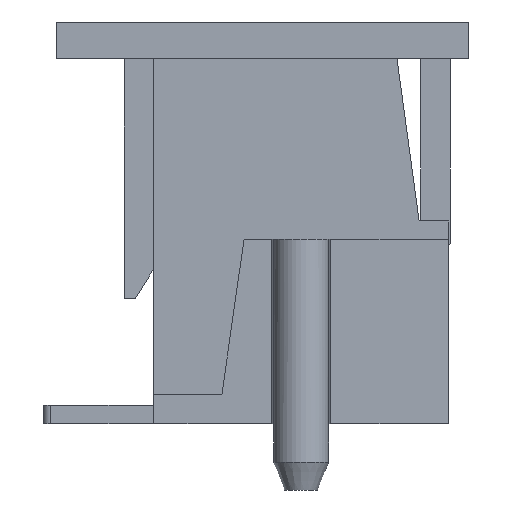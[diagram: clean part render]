
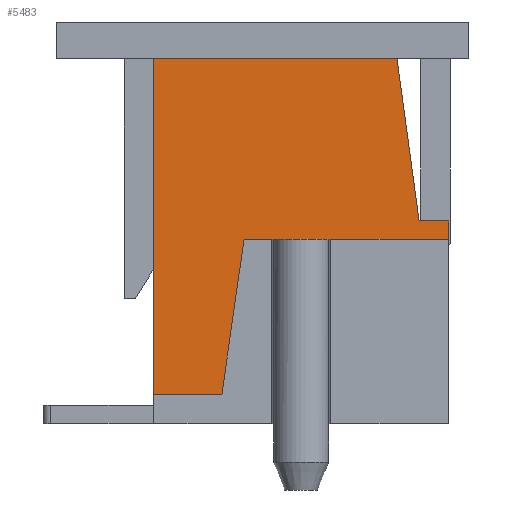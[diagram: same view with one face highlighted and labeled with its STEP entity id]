
A CAD part, left-side view. The second image highlights one B-rep face of the part: STEP entity #5483.
In plain terms, the highlighted planar face has unit normal (-1, 0, 0).
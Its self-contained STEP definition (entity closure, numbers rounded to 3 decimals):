
#676=ORIENTED_EDGE('',*,*,#2154,.F.);
#677=ORIENTED_EDGE('',*,*,#1912,.T.);
#678=ORIENTED_EDGE('',*,*,#1936,.F.);
#679=ORIENTED_EDGE('',*,*,#2155,.F.);
#680=ORIENTED_EDGE('',*,*,#1966,.T.);
#681=ORIENTED_EDGE('',*,*,#1853,.T.);
#682=ORIENTED_EDGE('',*,*,#2156,.F.);
#683=ORIENTED_EDGE('',*,*,#2157,.F.);
#1853=EDGE_CURVE('',#2637,#2636,#3143,.T.);
#1912=EDGE_CURVE('',#2684,#2685,#3202,.T.);
#1936=EDGE_CURVE('',#2705,#2685,#3226,.T.);
#1966=EDGE_CURVE('',#2726,#2637,#3252,.T.);
#2154=EDGE_CURVE('',#2684,#2851,#3436,.T.);
#2155=EDGE_CURVE('',#2726,#2705,#3437,.T.);
#2156=EDGE_CURVE('',#2852,#2636,#3438,.T.);
#2157=EDGE_CURVE('',#2851,#2852,#3439,.T.);
#2636=VERTEX_POINT('',#7956);
#2637=VERTEX_POINT('',#7958);
#2684=VERTEX_POINT('',#8070);
#2685=VERTEX_POINT('',#8071);
#2705=VERTEX_POINT('',#8115);
#2726=VERTEX_POINT('',#8175);
#2851=VERTEX_POINT('',#8530);
#2852=VERTEX_POINT('',#8533);
#3143=LINE('',#7957,#3855);
#3202=LINE('',#8069,#3914);
#3226=LINE('',#8116,#3938);
#3252=LINE('',#8174,#3964);
#3436=LINE('',#8529,#4148);
#3437=LINE('',#8531,#4149);
#3438=LINE('',#8532,#4150);
#3439=LINE('',#8534,#4151);
#3855=VECTOR('',#6412,1000.);
#3914=VECTOR('',#6483,1000.);
#3938=VECTOR('',#6509,1000.);
#3964=VECTOR('',#6559,1000.);
#4148=VECTOR('',#6835,1000.);
#4149=VECTOR('',#6836,1000.);
#4150=VECTOR('',#6837,1000.);
#4151=VECTOR('',#6838,1000.);
#4556=EDGE_LOOP('',(#676,#677,#678,#679,#680,#681,#682,#683));
#4896=FACE_BOUND('',#4556,.T.);
#5224=PLANE('',#6008);
#5483=ADVANCED_FACE('',(#4896),#5224,.T.);
#6008=AXIS2_PLACEMENT_3D('',#8528,#6833,#6834);
#6412=DIRECTION('',(0.,0.,-1.));
#6483=DIRECTION('',(0.,0.,1.));
#6509=DIRECTION('',(0.,-1.,0.));
#6559=DIRECTION('',(0.,1.,0.));
#6833=DIRECTION('',(-1.,0.,0.));
#6834=DIRECTION('',(0.,0.,1.));
#6835=DIRECTION('',(0.,1.,0.));
#6836=DIRECTION('',(0.,-0.135,-0.991));
#6837=DIRECTION('',(0.,1.,0.));
#6838=DIRECTION('',(0.,0.141,-0.99));
#7956=CARTESIAN_POINT('',(-10.,4.,-4.15));
#7957=CARTESIAN_POINT('',(-10.,4.,4.95));
#7958=CARTESIAN_POINT('',(-10.,4.,4.95));
#8069=CARTESIAN_POINT('',(-10.,-4.,-4.95));
#8070=CARTESIAN_POINT('',(-10.,-4.,0.05));
#8071=CARTESIAN_POINT('',(-10.,-4.,0.55));
#8115=CARTESIAN_POINT('',(-10.,-3.2,0.55));
#8116=CARTESIAN_POINT('',(-10.,0.,0.55));
#8174=CARTESIAN_POINT('',(-10.,-4.,4.95));
#8175=CARTESIAN_POINT('',(-10.,-2.6,4.95));
#8528=CARTESIAN_POINT('',(-10.,0.,0.));
#8529=CARTESIAN_POINT('',(-10.,0.,0.05));
#8530=CARTESIAN_POINT('',(-10.,1.55,0.05));
#8531=CARTESIAN_POINT('',(-10.,-3.215,0.438));
#8532=CARTESIAN_POINT('',(-10.,0.,-4.15));
#8533=CARTESIAN_POINT('',(-10.,2.15,-4.15));
#8534=CARTESIAN_POINT('',(-10.,1.526,0.218));
